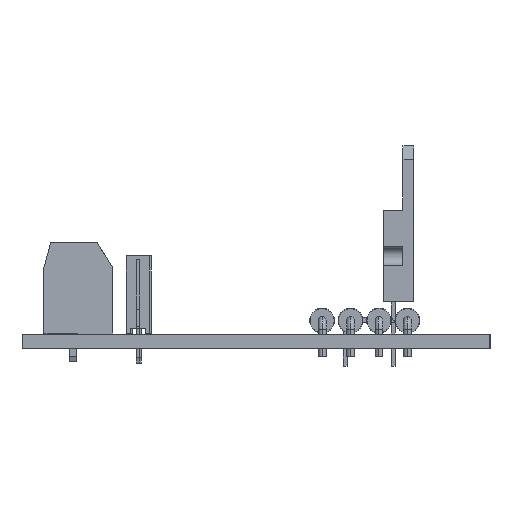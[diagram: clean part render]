
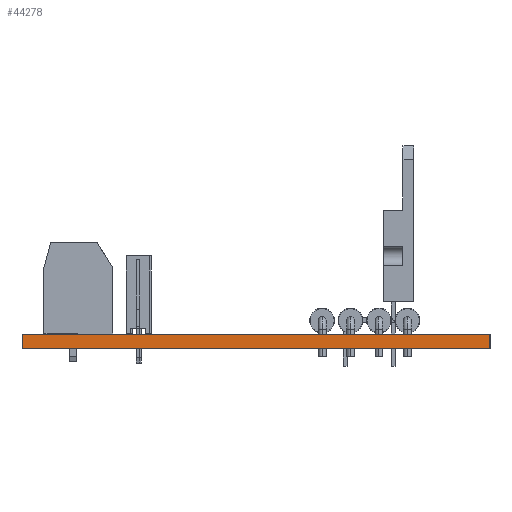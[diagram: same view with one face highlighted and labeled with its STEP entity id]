
A CAD part, left-side view. The second image highlights one B-rep face of the part: STEP entity #44278.
In plain terms, the highlighted planar face has unit normal (-1, 0, 0).
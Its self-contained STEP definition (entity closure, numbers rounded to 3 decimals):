
#44097 = PLANE('',#44098);
#44098 = AXIS2_PLACEMENT_3D('',#44099,#44100,#44101);
#44099 = CARTESIAN_POINT('',(106.,-80.,0.));
#44100 = DIRECTION('',(0.,-1.,0.));
#44101 = DIRECTION('',(-1.,0.,0.));
#44122 = VERTEX_POINT('',#44123);
#44123 = CARTESIAN_POINT('',(35.,-80.,1.58));
#44137 = PLANE('',#44138);
#44138 = AXIS2_PLACEMENT_3D('',#44139,#44140,#44141);
#44139 = CARTESIAN_POINT('',(70.5,-54.5,1.58));
#44140 = DIRECTION('',(-0.,-0.,-1.));
#44141 = DIRECTION('',(-1.,0.,0.));
#44149 = EDGE_CURVE('',#44150,#44122,#44152,.T.);
#44150 = VERTEX_POINT('',#44151);
#44151 = CARTESIAN_POINT('',(35.,-80.,0.));
#44152 = SURFACE_CURVE('',#44153,(#44157,#44164),.PCURVE_S1.);
#44153 = LINE('',#44154,#44155);
#44154 = CARTESIAN_POINT('',(35.,-80.,0.));
#44155 = VECTOR('',#44156,1.);
#44156 = DIRECTION('',(0.,0.,1.));
#44157 = PCURVE('',#44097,#44158);
#44158 = DEFINITIONAL_REPRESENTATION('',(#44159),#44163);
#44159 = LINE('',#44160,#44161);
#44160 = CARTESIAN_POINT('',(71.,0.));
#44161 = VECTOR('',#44162,1.);
#44162 = DIRECTION('',(0.,-1.));
#44163 = ( GEOMETRIC_REPRESENTATION_CONTEXT(2) 
PARAMETRIC_REPRESENTATION_CONTEXT() REPRESENTATION_CONTEXT('2D SPACE',''
  ) );
#44164 = PCURVE('',#44165,#44170);
#44165 = PLANE('',#44166);
#44166 = AXIS2_PLACEMENT_3D('',#44167,#44168,#44169);
#44167 = CARTESIAN_POINT('',(35.,-80.,0.));
#44168 = DIRECTION('',(-1.,0.,0.));
#44169 = DIRECTION('',(0.,1.,0.));
#44170 = DEFINITIONAL_REPRESENTATION('',(#44171),#44175);
#44171 = LINE('',#44172,#44173);
#44172 = CARTESIAN_POINT('',(0.,0.));
#44173 = VECTOR('',#44174,1.);
#44174 = DIRECTION('',(0.,-1.));
#44175 = ( GEOMETRIC_REPRESENTATION_CONTEXT(2) 
PARAMETRIC_REPRESENTATION_CONTEXT() REPRESENTATION_CONTEXT('2D SPACE',''
  ) );
#44191 = PLANE('',#44192);
#44192 = AXIS2_PLACEMENT_3D('',#44193,#44194,#44195);
#44193 = CARTESIAN_POINT('',(70.5,-54.5,0.));
#44194 = DIRECTION('',(-0.,-0.,-1.));
#44195 = DIRECTION('',(-1.,0.,0.));
#44224 = PLANE('',#44225);
#44225 = AXIS2_PLACEMENT_3D('',#44226,#44227,#44228);
#44226 = CARTESIAN_POINT('',(35.,-29.,0.));
#44227 = DIRECTION('',(0.,1.,0.));
#44228 = DIRECTION('',(1.,0.,0.));
#44278 = ADVANCED_FACE('',(#44279),#44165,.T.);
#44279 = FACE_BOUND('',#44280,.T.);
#44280 = EDGE_LOOP('',(#44281,#44282,#44305,#44328));
#44281 = ORIENTED_EDGE('',*,*,#44149,.T.);
#44282 = ORIENTED_EDGE('',*,*,#44283,.T.);
#44283 = EDGE_CURVE('',#44122,#44284,#44286,.T.);
#44284 = VERTEX_POINT('',#44285);
#44285 = CARTESIAN_POINT('',(35.,-29.,1.58));
#44286 = SURFACE_CURVE('',#44287,(#44291,#44298),.PCURVE_S1.);
#44287 = LINE('',#44288,#44289);
#44288 = CARTESIAN_POINT('',(35.,-80.,1.58));
#44289 = VECTOR('',#44290,1.);
#44290 = DIRECTION('',(0.,1.,0.));
#44291 = PCURVE('',#44165,#44292);
#44292 = DEFINITIONAL_REPRESENTATION('',(#44293),#44297);
#44293 = LINE('',#44294,#44295);
#44294 = CARTESIAN_POINT('',(0.,-1.58));
#44295 = VECTOR('',#44296,1.);
#44296 = DIRECTION('',(1.,0.));
#44297 = ( GEOMETRIC_REPRESENTATION_CONTEXT(2) 
PARAMETRIC_REPRESENTATION_CONTEXT() REPRESENTATION_CONTEXT('2D SPACE',''
  ) );
#44298 = PCURVE('',#44137,#44299);
#44299 = DEFINITIONAL_REPRESENTATION('',(#44300),#44304);
#44300 = LINE('',#44301,#44302);
#44301 = CARTESIAN_POINT('',(35.5,-25.5));
#44302 = VECTOR('',#44303,1.);
#44303 = DIRECTION('',(0.,1.));
#44304 = ( GEOMETRIC_REPRESENTATION_CONTEXT(2) 
PARAMETRIC_REPRESENTATION_CONTEXT() REPRESENTATION_CONTEXT('2D SPACE',''
  ) );
#44305 = ORIENTED_EDGE('',*,*,#44306,.F.);
#44306 = EDGE_CURVE('',#44307,#44284,#44309,.T.);
#44307 = VERTEX_POINT('',#44308);
#44308 = CARTESIAN_POINT('',(35.,-29.,0.));
#44309 = SURFACE_CURVE('',#44310,(#44314,#44321),.PCURVE_S1.);
#44310 = LINE('',#44311,#44312);
#44311 = CARTESIAN_POINT('',(35.,-29.,0.));
#44312 = VECTOR('',#44313,1.);
#44313 = DIRECTION('',(0.,0.,1.));
#44314 = PCURVE('',#44165,#44315);
#44315 = DEFINITIONAL_REPRESENTATION('',(#44316),#44320);
#44316 = LINE('',#44317,#44318);
#44317 = CARTESIAN_POINT('',(51.,0.));
#44318 = VECTOR('',#44319,1.);
#44319 = DIRECTION('',(0.,-1.));
#44320 = ( GEOMETRIC_REPRESENTATION_CONTEXT(2) 
PARAMETRIC_REPRESENTATION_CONTEXT() REPRESENTATION_CONTEXT('2D SPACE',''
  ) );
#44321 = PCURVE('',#44224,#44322);
#44322 = DEFINITIONAL_REPRESENTATION('',(#44323),#44327);
#44323 = LINE('',#44324,#44325);
#44324 = CARTESIAN_POINT('',(0.,0.));
#44325 = VECTOR('',#44326,1.);
#44326 = DIRECTION('',(0.,-1.));
#44327 = ( GEOMETRIC_REPRESENTATION_CONTEXT(2) 
PARAMETRIC_REPRESENTATION_CONTEXT() REPRESENTATION_CONTEXT('2D SPACE',''
  ) );
#44328 = ORIENTED_EDGE('',*,*,#44329,.F.);
#44329 = EDGE_CURVE('',#44150,#44307,#44330,.T.);
#44330 = SURFACE_CURVE('',#44331,(#44335,#44342),.PCURVE_S1.);
#44331 = LINE('',#44332,#44333);
#44332 = CARTESIAN_POINT('',(35.,-80.,0.));
#44333 = VECTOR('',#44334,1.);
#44334 = DIRECTION('',(0.,1.,0.));
#44335 = PCURVE('',#44165,#44336);
#44336 = DEFINITIONAL_REPRESENTATION('',(#44337),#44341);
#44337 = LINE('',#44338,#44339);
#44338 = CARTESIAN_POINT('',(0.,0.));
#44339 = VECTOR('',#44340,1.);
#44340 = DIRECTION('',(1.,0.));
#44341 = ( GEOMETRIC_REPRESENTATION_CONTEXT(2) 
PARAMETRIC_REPRESENTATION_CONTEXT() REPRESENTATION_CONTEXT('2D SPACE',''
  ) );
#44342 = PCURVE('',#44191,#44343);
#44343 = DEFINITIONAL_REPRESENTATION('',(#44344),#44348);
#44344 = LINE('',#44345,#44346);
#44345 = CARTESIAN_POINT('',(35.5,-25.5));
#44346 = VECTOR('',#44347,1.);
#44347 = DIRECTION('',(0.,1.));
#44348 = ( GEOMETRIC_REPRESENTATION_CONTEXT(2) 
PARAMETRIC_REPRESENTATION_CONTEXT() REPRESENTATION_CONTEXT('2D SPACE',''
  ) );
